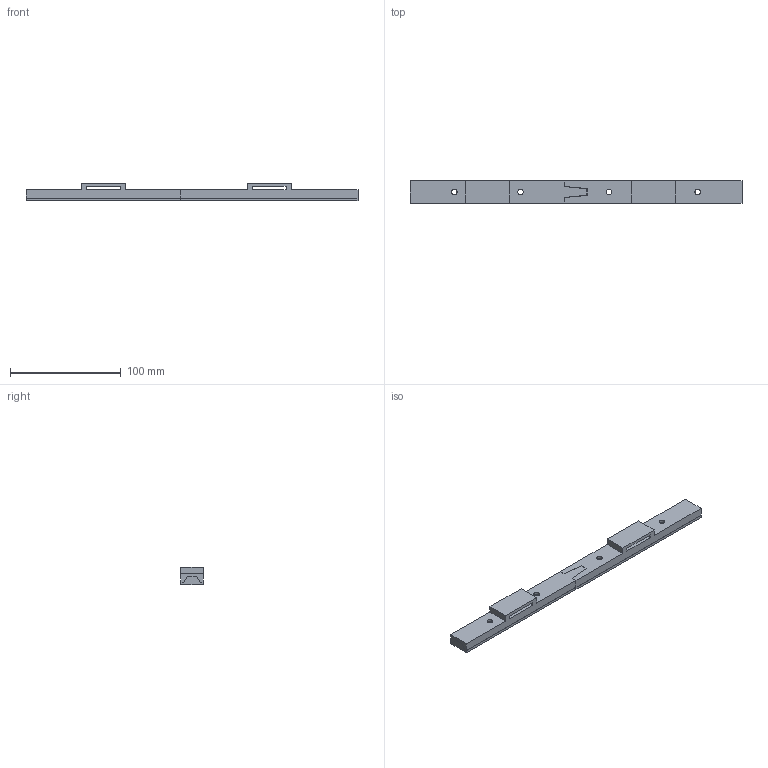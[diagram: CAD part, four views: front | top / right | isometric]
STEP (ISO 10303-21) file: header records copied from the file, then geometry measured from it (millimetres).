
FILE_DESCRIPTION(/* description */ (''),/* implementation_level */ '2;1');
FILE_NAME(/* name */ 'PoolHolderFinal.step',/* time_stamp */ '2024-08-16T18:01:31+02:00',/* author */ (''),/* organization */ (''),/* preprocessor_version */ 'ST-DEVELOPER v20',/* originating_system */ 'Autodesk Translation Framework v13.14.0.145',/* authorisation */ '');
FILE_SCHEMA (('AUTOMOTIVE_DESIGN { 1 0 10303 214 3 1 1 }'));
Length unit declared in the file: millimetre
Products named in the file (1): PoolHolder
Bounding box: 300 x 20 x 16 mm (x, y, z)
Volume: 64382.1 mm3; surface area: 38628.5 mm2
Topology: 4 solids, 4 shells, 112 faces, 307 edges, 202 vertices
Faces by surface type: plane 104, cylinder 8
Full cylindrical faces by diameter (mm): 5.1 x8
Entity records: 3553 total; most frequent: CARTESIAN_POINT 622, ORIENTED_EDGE 614, DIRECTION 549, EDGE_CURVE 307, LINE 291, VECTOR 291, VERTEX_POINT 202, EDGE_LOOP 131
